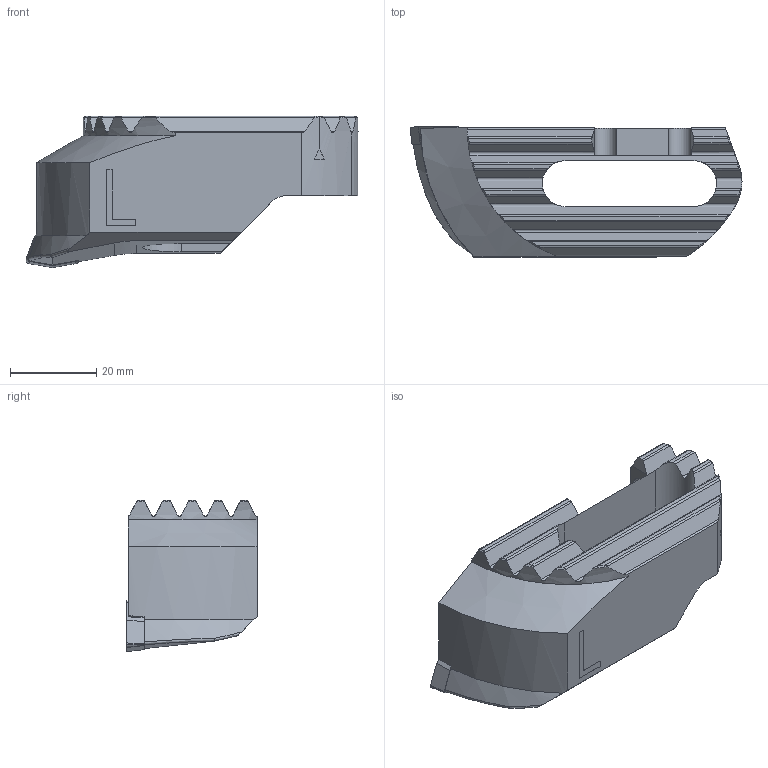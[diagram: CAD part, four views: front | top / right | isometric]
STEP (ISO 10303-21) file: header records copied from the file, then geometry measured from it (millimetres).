
FILE_DESCRIPTION(('no description'),'unknown implementation level');
FILE_NAME('ABFCA2C9-D5BA-43C7-8D72-C582E008460E_export.stp',' ',('CIMSOURCE GmbH'),('CADClick - KiM GmbH - www.kimweb.de'),'unknown preprocess','ACIS','unknown authorization');
FILE_SCHEMA(('automotive_design'));
Length unit declared in the file: millimetre
Products named in the file (3): 639.266 Kaiser 90-112 SW68 WC06 L|655.651 Kaiser WCMT 06T308 K20C;Kombinieren1; 639.266 Kaiser 90-112 SW68 WC06 L|694.137 Kasier ETL M3,5 X 9,4 T10 IP 10S;Schnitt-Linear austragen2; 639.266 Kaiser 90-112 SW68 WC06 L|639.266 Kaiser 90-112 SW68 WC06 L;Marke
Bounding box: 77 x 30.17 x 35.1 mm (x, y, z)
Volume: 35273.4 mm3; surface area: 11388.8 mm2
Topology: 3 solids, 3 shells, 218 faces, 593 edges, 384 vertices
Faces by surface type: plane 93, cylinder 83, cone 32, torus 8, bspline 2
Entity records: 16025 total; most frequent: CARTESIAN_POINT 3770, STYLED_ITEM 1196, PRESENTATION_STYLE_ASSIGNMENT 1196, COLOUR_RGB 1196, DIRECTION 1195, ORIENTED_EDGE 1182, EDGE_CURVE 591, CURVE_STYLE 591
